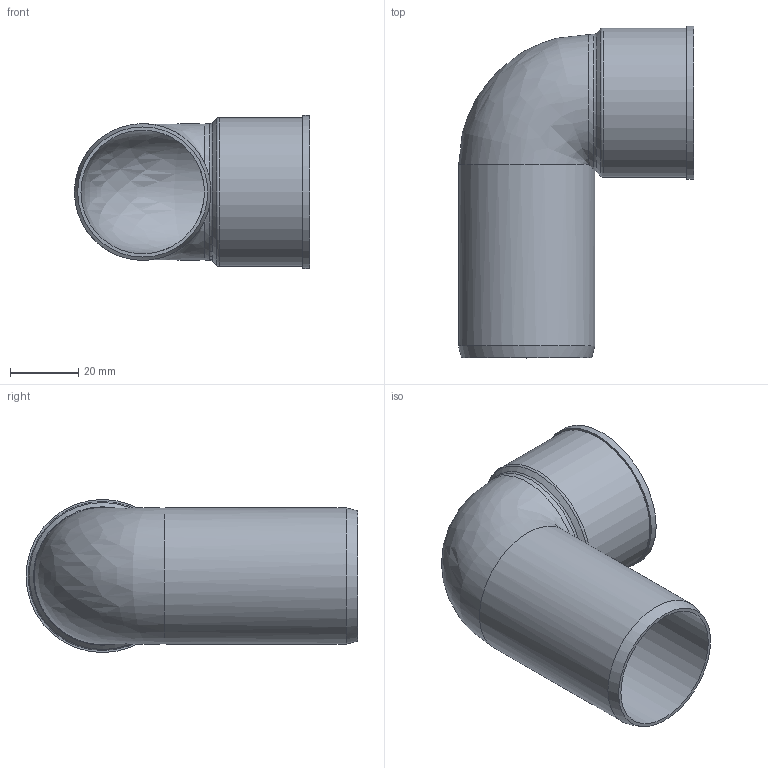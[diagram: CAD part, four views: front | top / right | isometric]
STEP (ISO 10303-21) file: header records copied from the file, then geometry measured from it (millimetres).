
FILE_DESCRIPTION(/* description */ (''),/* implementation_level */ '2;1');
FILE_NAME(/* name */ '171910 HTsafeSW DN_OD 40_30.stp',/* time_stamp */ '2017-03-13T09:01:49+01:00',/* author */ ('user1'),/* organization */ (''),/* preprocessor_version */ 'ST-DEVELOPER v16.1',/* originating_system */ 'Autodesk Inventor 2016',/* authorisation */ '');
FILE_SCHEMA (('AUTOMOTIVE_DESIGN { 1 0 10303 214 3 1 1 }'));
Length unit declared in the file: millimetre
Products named in the file (1): 171910 HTsafeSW DN_OD 40_30
Bounding box: 69.05 x 97.5 x 45 mm (x, y, z)
Volume: 26777.8 mm3; surface area: 29262 mm2
Topology: 1 solids, 1 shells, 17 faces, 38 edges, 20 vertices
Faces by surface type: cylinder 7, cone 3, plane 3, torus 2, bspline 2
Full cylindrical faces by diameter (mm): 36.3 x2, 40 x1, 40.1 x1, 43.8 x1, 45 x1
Entity records: 444 total; most frequent: CARTESIAN_POINT 120, DIRECTION 70, ORIENTED_EDGE 40, AXIS2_PLACEMENT_3D 35, EDGE_LOOP 31, EDGE_CURVE 20, FACE_OUTER_BOUND 17, CIRCLE 17
